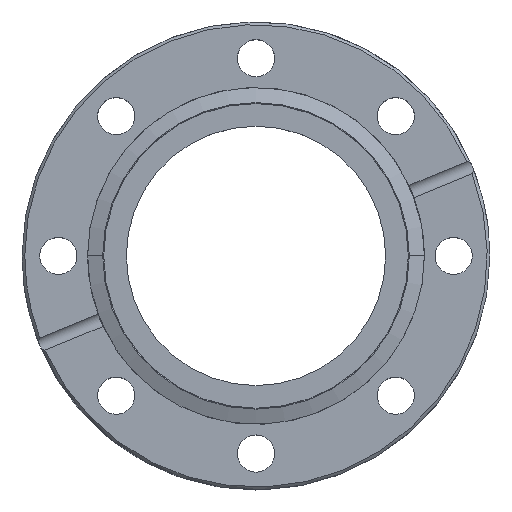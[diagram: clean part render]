
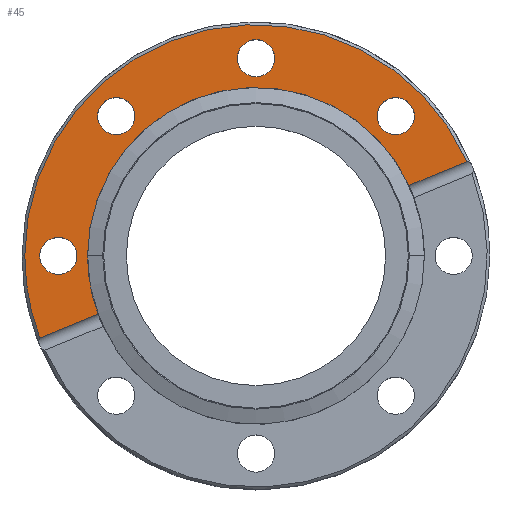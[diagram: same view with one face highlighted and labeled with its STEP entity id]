
A CAD part, top view. The second image highlights one B-rep face of the part: STEP entity #45.
In plain terms, the highlighted planar face has unit normal (0, 0, 1).
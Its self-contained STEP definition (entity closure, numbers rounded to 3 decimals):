
#13 = EDGE_CURVE ( 'NONE', #2027, #945, #2676, .T. ) ;
#20 = AXIS2_PLACEMENT_3D ( 'NONE', #2685, #2673, #2645 ) ;
#38 = DIRECTION ( 'NONE',  ( 0., 0., 1. ) ) ;
#45 = ADVANCED_FACE ( 'NONE', ( #2546, #2552, #2542, #2550, #2525 ), #553, .F. ) ;
#79 = EDGE_CURVE ( 'NONE', #2646, #643, #2264, .T. ) ;
#87 = EDGE_LOOP ( 'NONE', ( #2461, #1768 ) ) ;
#99 = CARTESIAN_POINT ( 'NONE',  ( 0., 0., 0. ) ) ;
#140 = CIRCLE ( 'NONE', #1012, 3.4 ) ;
#226 = CARTESIAN_POINT ( 'NONE',  ( -30.85, 0., 0. ) ) ;
#264 = VERTEX_POINT ( 'NONE', #226 ) ;
#394 = CARTESIAN_POINT ( 'NONE',  ( -25.597, 25.597, 0. ) ) ;
#439 = ORIENTED_EDGE ( 'NONE', *, *, #577, .T. ) ;
#454 = CARTESIAN_POINT ( 'NONE',  ( -42.35, 0., 0. ) ) ;
#463 = DIRECTION ( 'NONE',  ( 0., 0., 1. ) ) ;
#465 = ORIENTED_EDGE ( 'NONE', *, *, #2539, .T. ) ;
#479 = EDGE_CURVE ( 'NONE', #945, #2027, #2081, .T. ) ;
#507 = CARTESIAN_POINT ( 'NONE',  ( 28.021, 12.906, 0. ) ) ;
#553 = PLANE ( 'NONE',  #2333 ) ;
#577 = EDGE_CURVE ( 'NONE', #264, #2436, #1663, .T. ) ;
#578 = CARTESIAN_POINT ( 'NONE',  ( -28.939, -10.688, 0. ) ) ;
#589 = DIRECTION ( 'NONE',  ( 1., 0., 0. ) ) ;
#599 = ORIENTED_EDGE ( 'NONE', *, *, #13, .F. ) ;
#630 = EDGE_LOOP ( 'NONE', ( #2167, #2545, #465, #1871, #439, #2255 ) ) ;
#634 = ORIENTED_EDGE ( 'NONE', *, *, #2508, .F. ) ;
#643 = VERTEX_POINT ( 'NONE', #1896 ) ;
#668 = DIRECTION ( 'NONE',  ( 0., 0., 1. ) ) ;
#669 = EDGE_CURVE ( 'NONE', #1902, #264, #2133, .T. ) ;
#704 = DIRECTION ( 'NONE',  ( 0., 0., 1. ) ) ;
#764 = CARTESIAN_POINT ( 'NONE',  ( -39.57, -15.091, 0. ) ) ;
#804 = EDGE_CURVE ( 'NONE', #2538, #1301, #1842, .T. ) ;
#838 = EDGE_CURVE ( 'NONE', #2213, #1471, #1457, .T. ) ;
#877 = AXIS2_PLACEMENT_3D ( 'NONE', #2037, #2252, #589 ) ;
#885 = ORIENTED_EDGE ( 'NONE', *, *, #1218, .F. ) ;
#945 = VERTEX_POINT ( 'NONE', #1835 ) ;
#953 = DIRECTION ( 'NONE',  ( 0., 0., -1. ) ) ;
#969 = CARTESIAN_POINT ( 'NONE',  ( 25.597, 25.597, 0. ) ) ;
#973 = DIRECTION ( 'NONE',  ( 0., 0., 1. ) ) ;
#979 = DIRECTION ( 'NONE',  ( 1., 0., 0. ) ) ;
#986 = ORIENTED_EDGE ( 'NONE', *, *, #479, .F. ) ;
#996 = AXIS2_PLACEMENT_3D ( 'NONE', #1965, #1927, #1894 ) ;
#1000 = DIRECTION ( 'NONE',  ( 1., 0., 0. ) ) ;
#1008 = DIRECTION ( 'NONE',  ( 0., 0., 1. ) ) ;
#1012 = AXIS2_PLACEMENT_3D ( 'NONE', #969, #973, #979 ) ;
#1033 = CARTESIAN_POINT ( 'NONE',  ( 0., 0., 0. ) ) ;
#1169 = ORIENTED_EDGE ( 'NONE', *, *, #1449, .F. ) ;
#1173 = CIRCLE ( 'NONE', #2701, 3.4 ) ;
#1187 = VERTEX_POINT ( 'NONE', #1510 ) ;
#1218 = EDGE_CURVE ( 'NONE', #1187, #2240, #1847, .T. ) ;
#1266 = DIRECTION ( 'NONE',  ( 0., 0., -1. ) ) ;
#1301 = VERTEX_POINT ( 'NONE', #454 ) ;
#1311 = EDGE_LOOP ( 'NONE', ( #986, #599 ) ) ;
#1325 = AXIS2_PLACEMENT_3D ( 'NONE', #2262, #953, #1836 ) ;
#1331 = CARTESIAN_POINT ( 'NONE',  ( 38.651, 17.309, 0. ) ) ;
#1383 = CARTESIAN_POINT ( 'NONE',  ( -52.184, -20.316, 0. ) ) ;
#1393 = DIRECTION ( 'NONE',  ( 0.924, 0.383, 0. ) ) ;
#1447 = CARTESIAN_POINT ( 'NONE',  ( 22.197, 25.597, 0. ) ) ;
#1449 = EDGE_CURVE ( 'NONE', #2240, #1187, #1173, .T. ) ;
#1457 = CIRCLE ( 'NONE', #20, 3.4 ) ;
#1471 = VERTEX_POINT ( 'NONE', #1447 ) ;
#1484 = CARTESIAN_POINT ( 'NONE',  ( 0., 36.2, 0. ) ) ;
#1510 = CARTESIAN_POINT ( 'NONE',  ( 3.4, 36.2, 0. ) ) ;
#1560 = CARTESIAN_POINT ( 'NONE',  ( -28.997, 25.597, 0. ) ) ;
#1609 = CIRCLE ( 'NONE', #996, 42.35 ) ;
#1619 = CARTESIAN_POINT ( 'NONE',  ( 30.85, 0., 0. ) ) ;
#1629 = ORIENTED_EDGE ( 'NONE', *, *, #838, .F. ) ;
#1647 = EDGE_LOOP ( 'NONE', ( #885, #1169 ) ) ;
#1663 = CIRCLE ( 'NONE', #2529, 30.85 ) ;
#1692 = DIRECTION ( 'NONE',  ( 0.924, 0.383, 0. ) ) ;
#1706 = CARTESIAN_POINT ( 'NONE',  ( -52.184, -20.316, 0. ) ) ;
#1709 = CARTESIAN_POINT ( 'NONE',  ( 0., 36.2, 0. ) ) ;
#1768 = ORIENTED_EDGE ( 'NONE', *, *, #2558, .F. ) ;
#1775 = DIRECTION ( 'NONE',  ( 1., 0., 0. ) ) ;
#1799 = EDGE_LOOP ( 'NONE', ( #1629, #634 ) ) ;
#1835 = CARTESIAN_POINT ( 'NONE',  ( -22.197, 25.597, 0. ) ) ;
#1836 = DIRECTION ( 'NONE',  ( -1., 0., 0. ) ) ;
#1837 = AXIS2_PLACEMENT_3D ( 'NONE', #2563, #2140, #1856 ) ;
#1842 = CIRCLE ( 'NONE', #2481, 42.35 ) ;
#1847 = CIRCLE ( 'NONE', #2158, 3.4 ) ;
#1856 = DIRECTION ( 'NONE',  ( 1., 0., 0. ) ) ;
#1871 = ORIENTED_EDGE ( 'NONE', *, *, #669, .T. ) ;
#1894 = DIRECTION ( 'NONE',  ( 1., 0., 0. ) ) ;
#1896 = CARTESIAN_POINT ( 'NONE',  ( -39.6, 0., 0. ) ) ;
#1901 = LINE ( 'NONE', #1706, #2622 ) ;
#1902 = VERTEX_POINT ( 'NONE', #578 ) ;
#1903 = DIRECTION ( 'NONE',  ( 0., 0., -1. ) ) ;
#1912 = DIRECTION ( 'NONE',  ( 1., 0., 0. ) ) ;
#1927 = DIRECTION ( 'NONE',  ( 0., 0., 1. ) ) ;
#1946 = VERTEX_POINT ( 'NONE', #764 ) ;
#1965 = CARTESIAN_POINT ( 'NONE',  ( 0., 0., 0. ) ) ;
#1998 = CIRCLE ( 'NONE', #2457, 3.4 ) ;
#2027 = VERTEX_POINT ( 'NONE', #1560 ) ;
#2037 = CARTESIAN_POINT ( 'NONE',  ( -25.597, 25.597, 0. ) ) ;
#2081 = CIRCLE ( 'NONE', #877, 3.4 ) ;
#2089 = DIRECTION ( 'NONE',  ( 1., 0., 0. ) ) ;
#2133 = CIRCLE ( 'NONE', #1325, 30.85 ) ;
#2140 = DIRECTION ( 'NONE',  ( 0., 0., 1. ) ) ;
#2158 = AXIS2_PLACEMENT_3D ( 'NONE', #1484, #668, #1912 ) ;
#2167 = ORIENTED_EDGE ( 'NONE', *, *, #804, .T. ) ;
#2195 = CARTESIAN_POINT ( 'NONE',  ( -32.8, 0., 0. ) ) ;
#2213 = VERTEX_POINT ( 'NONE', #2321 ) ;
#2240 = VERTEX_POINT ( 'NONE', #2568 ) ;
#2252 = DIRECTION ( 'NONE',  ( 0., 0., 1. ) ) ;
#2255 = ORIENTED_EDGE ( 'NONE', *, *, #2691, .T. ) ;
#2262 = CARTESIAN_POINT ( 'NONE',  ( 0., 0., 0. ) ) ;
#2264 = CIRCLE ( 'NONE', #1837, 3.4 ) ;
#2286 = CARTESIAN_POINT ( 'NONE',  ( -36.2, 0., 0. ) ) ;
#2321 = CARTESIAN_POINT ( 'NONE',  ( 28.997, 25.597, 0. ) ) ;
#2333 = AXIS2_PLACEMENT_3D ( 'NONE', #1619, #1903, #2411 ) ;
#2377 = DIRECTION ( 'NONE',  ( -1., 0., 0. ) ) ;
#2411 = DIRECTION ( 'NONE',  ( -1., 0., 0. ) ) ;
#2413 = DIRECTION ( 'NONE',  ( 1., 0., 0. ) ) ;
#2436 = VERTEX_POINT ( 'NONE', #507 ) ;
#2457 = AXIS2_PLACEMENT_3D ( 'NONE', #2286, #704, #2413 ) ;
#2461 = ORIENTED_EDGE ( 'NONE', *, *, #79, .F. ) ;
#2469 = VECTOR ( 'NONE', #1393, 1000. ) ;
#2481 = AXIS2_PLACEMENT_3D ( 'NONE', #1033, #1008, #1000 ) ;
#2496 = AXIS2_PLACEMENT_3D ( 'NONE', #394, #463, #2089 ) ;
#2508 = EDGE_CURVE ( 'NONE', #1471, #2213, #140, .T. ) ;
#2525 = FACE_OUTER_BOUND ( 'NONE', #630, .T. ) ;
#2529 = AXIS2_PLACEMENT_3D ( 'NONE', #99, #1266, #2377 ) ;
#2538 = VERTEX_POINT ( 'NONE', #1331 ) ;
#2539 = EDGE_CURVE ( 'NONE', #1946, #1902, #2661, .T. ) ;
#2542 = FACE_BOUND ( 'NONE', #1647, .T. ) ;
#2545 = ORIENTED_EDGE ( 'NONE', *, *, #2686, .T. ) ;
#2546 = FACE_BOUND ( 'NONE', #87, .T. ) ;
#2550 = FACE_BOUND ( 'NONE', #1799, .T. ) ;
#2552 = FACE_BOUND ( 'NONE', #1311, .T. ) ;
#2558 = EDGE_CURVE ( 'NONE', #643, #2646, #1998, .T. ) ;
#2563 = CARTESIAN_POINT ( 'NONE',  ( -36.2, 0., 0. ) ) ;
#2568 = CARTESIAN_POINT ( 'NONE',  ( -3.4, 36.2, 0. ) ) ;
#2622 = VECTOR ( 'NONE', #1692, 1000. ) ;
#2645 = DIRECTION ( 'NONE',  ( 1., 0., 0. ) ) ;
#2646 = VERTEX_POINT ( 'NONE', #2195 ) ;
#2661 = LINE ( 'NONE', #1383, #2469 ) ;
#2673 = DIRECTION ( 'NONE',  ( 0., 0., 1. ) ) ;
#2676 = CIRCLE ( 'NONE', #2496, 3.4 ) ;
#2685 = CARTESIAN_POINT ( 'NONE',  ( 25.597, 25.597, 0. ) ) ;
#2686 = EDGE_CURVE ( 'NONE', #1301, #1946, #1609, .T. ) ;
#2691 = EDGE_CURVE ( 'NONE', #2436, #2538, #1901, .T. ) ;
#2701 = AXIS2_PLACEMENT_3D ( 'NONE', #1709, #38, #1775 ) ;
